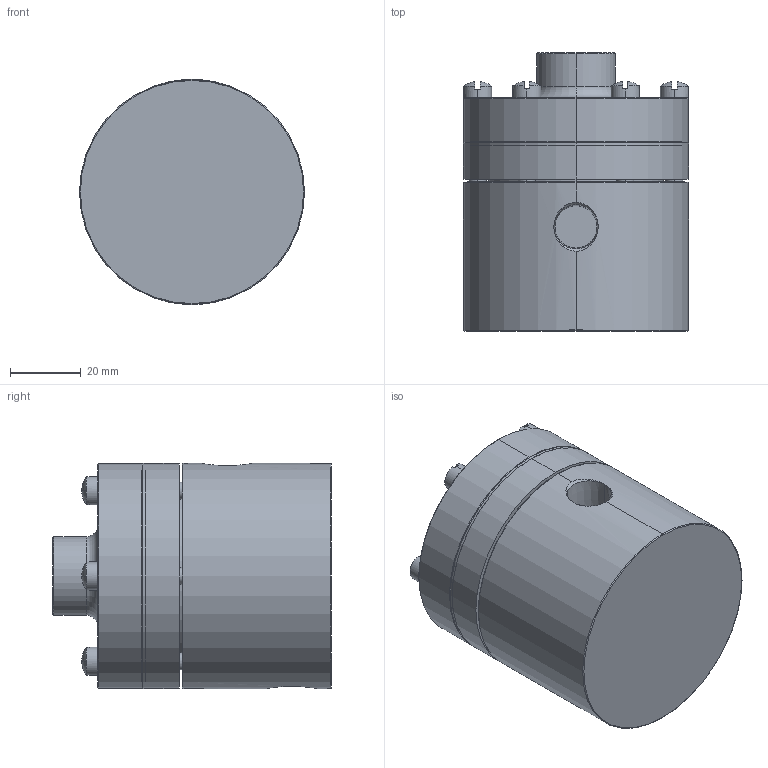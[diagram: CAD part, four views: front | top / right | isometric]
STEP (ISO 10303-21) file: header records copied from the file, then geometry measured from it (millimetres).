
FILE_DESCRIPTION (( 'STEP AP203' ), '1' );
FILE_NAME ('4POR PILOT (YBA).STEP', '2016-05-10T14:36:45', ( 'PCTech' ), ( 'Microsoft' ), 'SwSTEP 2.0', 'SolidWorks 2016', '' );
FILE_SCHEMA (( 'CONFIG_CONTROL_DESIGN' ));
Length unit declared in the file: inch
Products named in the file (1): 4POR PILOT (YBA)
Bounding box: 63.5 x 78.54 x 63.5 mm (x, y, z)
Volume: 210219.8 mm3; surface area: 24346.6 mm2
Topology: 1 solids, 1 shells, 117 faces, 298 edges, 188 vertices
Faces by surface type: cylinder 38, plane 33, sphere 24, cone 16, torus 6
Entity records: 3880 total; most frequent: CARTESIAN_POINT 783, DIRECTION 724, ORIENTED_EDGE 596, AXIS2_PLACEMENT_3D 316, EDGE_CURVE 298, CIRCLE 198, VERTEX_POINT 188, EDGE_LOOP 134
